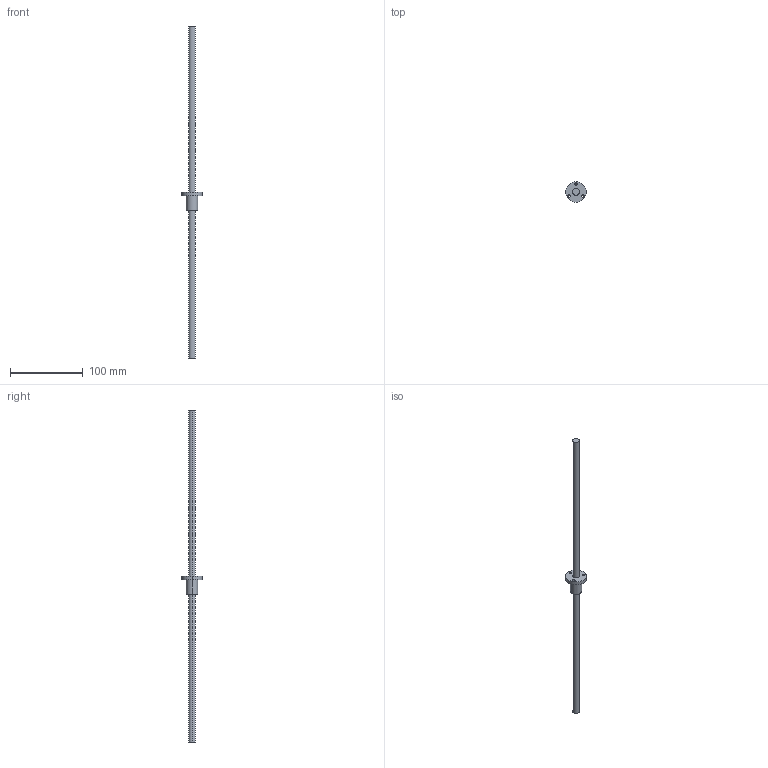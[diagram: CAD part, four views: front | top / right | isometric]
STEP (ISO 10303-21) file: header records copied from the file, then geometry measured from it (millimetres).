
FILE_DESCRIPTION(/* description */ (''),/* implementation_level */ '2;1');
FILE_NAME(/* name */ 'MISC_LeadScrew_BFWFNR-037-1000.iam.stp',/* time_stamp */ '2016-01-07T16:50:37-08:00',/* author */ ('PhillipD'),/* organization */ (''),/* preprocessor_version */ 'ST-DEVELOPER v16.1',/* originating_system */ 'Autodesk Inventor 2016',/* authorisation */ '');
FILE_SCHEMA (('AUTOMOTIVE_DESIGN { 1 0 10303 214 3 1 1 }'));
Length unit declared in the file: inch
Products named in the file (3): Ametek-BFWFNR-037-1000-18_1; Ametek-BFWFNR-037-1000-18_2; MISC_LeadScrew_BFWFNR-037-1000
Assembly tree (2 placements, depth 2):
  MISC_LeadScrew_BFWFNR-037-1000
    Ametek-BFWFNR-037-1000-18_1
    Ametek-BFWFNR-037-1000-18_2
Bounding box: 28.57 x 28.57 x 457.2 mm (x, y, z)
Volume: 37857 mm3; surface area: 17293.4 mm2
Topology: 2 solids, 2 shells, 19 faces, 42 edges, 28 vertices
Faces by surface type: cylinder 14, plane 5
Entity records: 660 total; most frequent: DIRECTION 118, CARTESIAN_POINT 94, ORIENTED_EDGE 84, AXIS2_PLACEMENT_3D 52, EDGE_CURVE 42, EDGE_LOOP 28, CIRCLE 28, VERTEX_POINT 28
